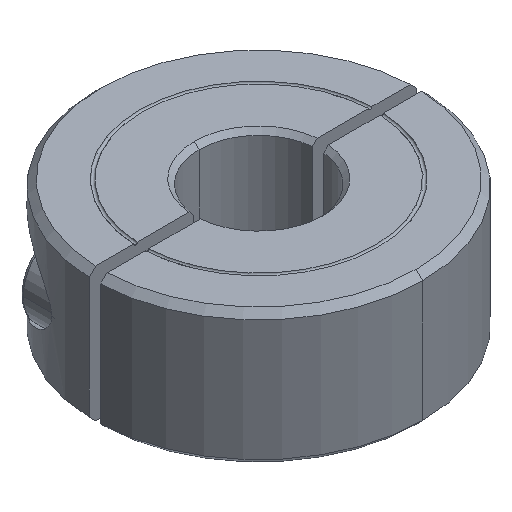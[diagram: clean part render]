
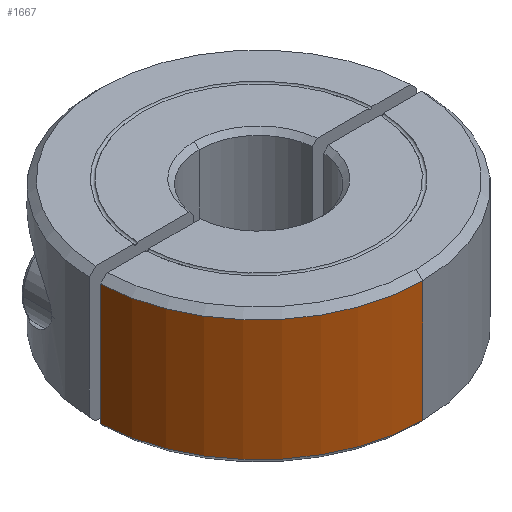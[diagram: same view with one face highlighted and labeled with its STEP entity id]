
A CAD part, isometric view. The second image highlights one B-rep face of the part: STEP entity #1667.
In plain terms, the highlighted cylindrical face has radius 11 mm (diameter 22 mm), a partial arc.
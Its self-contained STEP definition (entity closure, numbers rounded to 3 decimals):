
#683=VERTEX_POINT('',#1816);
#709=VERTEX_POINT('',#1844);
#1119=EDGE_CURVE('',#709,#1441,#2296,.T.);
#1291=VERTEX_POINT('',#2497);
#1307=EDGE_CURVE('',#683,#709,#2514,.T.);
#1441=VERTEX_POINT('',#2663);
#1571=EDGE_CURVE('',#683,#1291,#2804,.T.);
#1649=EDGE_CURVE('',#1441,#1291,#2894,.T.);
#1667=ADVANCED_FACE('',(#2912),#2913,.T.);
#1816=CARTESIAN_POINT('',(-10.993,-0.385,8.56));
#1844=CARTESIAN_POINT('',(-10.993,-0.385,0.44));
#2296=CIRCLE('',#3982,11.0);
#2497=CARTESIAN_POINT('',(0.,-11.0,8.56));
#2514=LINE('',#4362,#4363);
#2663=CARTESIAN_POINT('',(0.,-11.0,0.44));
#2804=CIRCLE('',#4850,11.0);
#2894=LINE('',#4961,#4962);
#2912=FACE_OUTER_BOUND('',#4986,.T.);
#2913=CYLINDRICAL_SURFACE('',#4987,11.0);
#3982=AXIS2_PLACEMENT_3D('',#5674,#5675,#5676);
#4362=CARTESIAN_POINT('',(-10.993,-0.385,4.5));
#4363=VECTOR('',#5956,1.0);
#4850=AXIS2_PLACEMENT_3D('',#6287,#6288,#6289);
#4961=CARTESIAN_POINT('',(0.,-11.0,4.5));
#4962=VECTOR('',#6419,1.0);
#4986=EDGE_LOOP('',(#6429,#6430,#6431,#6432));
#4987=AXIS2_PLACEMENT_3D('',#6433,#6434,#6435);
#5674=CARTESIAN_POINT('',(0.,0.,0.44));
#5675=DIRECTION('',(0.,0.,1.0));
#5676=DIRECTION('',(0.0,-1.0,0.));
#5956=DIRECTION('',(0.,0.,-1.0));
#6287=CARTESIAN_POINT('',(0.,0.,8.56));
#6288=DIRECTION('',(0.,0.,1.0));
#6289=DIRECTION('',(0.0,-1.0,0.));
#6419=DIRECTION('',(0.,0.,1.0));
#6429=ORIENTED_EDGE('',*,*,#1649,.T.);
#6430=ORIENTED_EDGE('',*,*,#1571,.F.);
#6431=ORIENTED_EDGE('',*,*,#1307,.T.);
#6432=ORIENTED_EDGE('',*,*,#1119,.T.);
#6433=CARTESIAN_POINT('',(0.0,0.0,4.5));
#6434=DIRECTION('',(0.,0.,-1.0));
#6435=DIRECTION('',(0.0,-1.0,0.));
